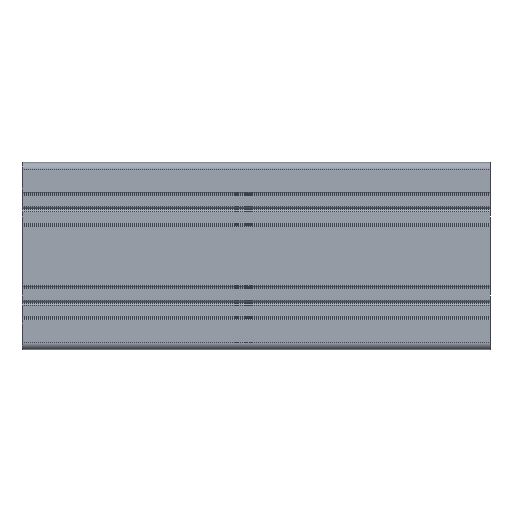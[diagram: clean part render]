
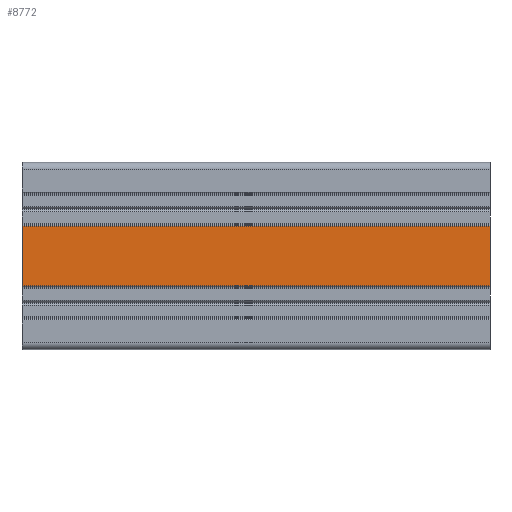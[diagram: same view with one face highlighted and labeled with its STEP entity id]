
A CAD part, front view. The second image highlights one B-rep face of the part: STEP entity #8772.
In plain terms, the highlighted planar face has unit normal (0, -1, 0).
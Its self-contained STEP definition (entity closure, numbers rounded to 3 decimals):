
#138 = EDGE_LOOP ( 'NONE', ( #4840, #9537, #8583, #3556 ) ) ;
#285 = EDGE_CURVE ( 'NONE', #4190, #10647, #470, .T. ) ;
#470 = LINE ( 'NONE', #1875, #9351 ) ;
#586 = CARTESIAN_POINT ( 'NONE',  ( 59.184, 44.898, -6.35 ) ) ;
#732 = VECTOR ( 'NONE', #6132, 1000. ) ;
#766 = EDGE_CURVE ( 'NONE', #4190, #3356, #3427, .T. ) ;
#981 = DIRECTION ( 'NONE',  ( -1., 0., 0. ) ) ;
#1073 = DIRECTION ( 'NONE',  ( 0., 0., -1. ) ) ;
#1875 = CARTESIAN_POINT ( 'NONE',  ( 59.184, 44.898, 6.35 ) ) ;
#2388 = CARTESIAN_POINT ( 'NONE',  ( 59.184, 44.898, 6.35 ) ) ;
#3256 = VECTOR ( 'NONE', #3261, 1000. ) ;
#3261 = DIRECTION ( 'NONE',  ( 0., 0., -1. ) ) ;
#3356 = VERTEX_POINT ( 'NONE', #586 ) ;
#3427 = LINE ( 'NONE', #5109, #7524 ) ;
#3556 = ORIENTED_EDGE ( 'NONE', *, *, #285, .T. ) ;
#3781 = CARTESIAN_POINT ( 'NONE',  ( -40.816, 44.898, -6.35 ) ) ;
#4131 = CARTESIAN_POINT ( 'NONE',  ( -40.816, 44.898, 6.35 ) ) ;
#4190 = VERTEX_POINT ( 'NONE', #2388 ) ;
#4418 = CARTESIAN_POINT ( 'NONE',  ( 59.184, 44.898, -6.35 ) ) ;
#4840 = ORIENTED_EDGE ( 'NONE', *, *, #6744, .T. ) ;
#5092 = LINE ( 'NONE', #4418, #732 ) ;
#5109 = CARTESIAN_POINT ( 'NONE',  ( 59.184, 44.898, 6.35 ) ) ;
#5750 = CARTESIAN_POINT ( 'NONE',  ( 59.184, 44.898, 6.35 ) ) ;
#5976 = AXIS2_PLACEMENT_3D ( 'NONE', #5750, #6564, #10669 ) ;
#6132 = DIRECTION ( 'NONE',  ( -1., 0., 0. ) ) ;
#6564 = DIRECTION ( 'NONE',  ( 0., 1., 0. ) ) ;
#6720 = LINE ( 'NONE', #4131, #3256 ) ;
#6744 = EDGE_CURVE ( 'NONE', #10647, #8200, #6720, .T. ) ;
#7506 = PLANE ( 'NONE',  #5976 ) ;
#7524 = VECTOR ( 'NONE', #1073, 1000. ) ;
#8200 = VERTEX_POINT ( 'NONE', #3781 ) ;
#8583 = ORIENTED_EDGE ( 'NONE', *, *, #766, .F. ) ;
#8772 = ADVANCED_FACE ( 'NONE', ( #9770 ), #7506, .F. ) ;
#9351 = VECTOR ( 'NONE', #981, 1000. ) ;
#9537 = ORIENTED_EDGE ( 'NONE', *, *, #10692, .F. ) ;
#9770 = FACE_OUTER_BOUND ( 'NONE', #138, .T. ) ;
#10053 = CARTESIAN_POINT ( 'NONE',  ( -40.816, 44.898, 6.35 ) ) ;
#10647 = VERTEX_POINT ( 'NONE', #10053 ) ;
#10669 = DIRECTION ( 'NONE',  ( 0., 0., 1. ) ) ;
#10692 = EDGE_CURVE ( 'NONE', #3356, #8200, #5092, .T. ) ;
